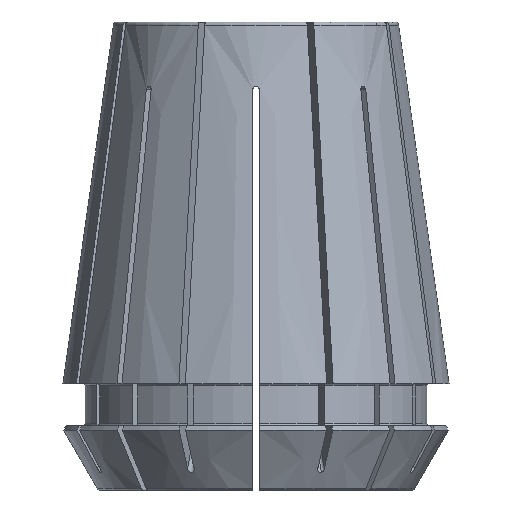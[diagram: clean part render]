
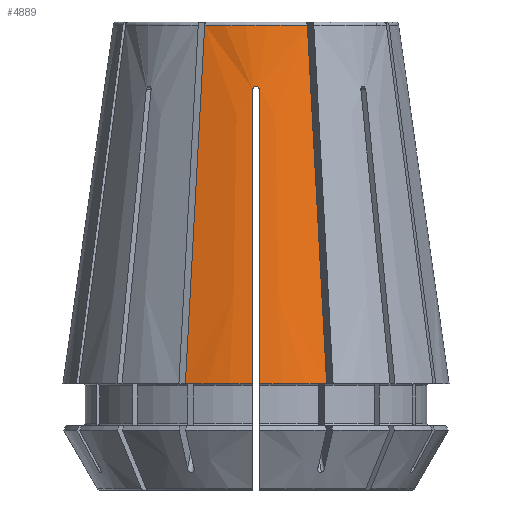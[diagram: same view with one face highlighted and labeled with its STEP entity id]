
A CAD part, front view. The second image highlights one B-rep face of the part: STEP entity #4889.
In plain terms, the highlighted conical face has half-angle 8 degrees and reference radius 16.5 mm.
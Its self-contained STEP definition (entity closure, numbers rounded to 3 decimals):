
#66=CONICAL_SURFACE('',#5357,16.5,0.14);
#194=B_SPLINE_CURVE_WITH_KNOTS('',3,(#7158,#7159,#7160,#7161),
 .UNSPECIFIED.,.F.,.U.,(4,4),(0.,0.031),
 .UNSPECIFIED.);
#197=B_SPLINE_CURVE_WITH_KNOTS('',3,(#7180,#7181,#7182,#7183,#7184,#7185,
#7186),.UNSPECIFIED.,.F.,.U.,(4,3,4),(0.021,0.023,
0.046),.UNSPECIFIED.);
#207=B_SPLINE_CURVE_WITH_KNOTS('',3,(#7267,#7268,#7269,#7270),
 .UNSPECIFIED.,.F.,.U.,(4,4),(0.,0.031),
 .UNSPECIFIED.);
#331=B_SPLINE_CURVE_WITH_KNOTS('',3,(#8637,#8638,#8639,#8640,#8641,#8642,
#8643),.UNSPECIFIED.,.F.,.U.,(4,3,4),(0.021,0.023,
0.046),.UNSPECIFIED.);
#332=B_SPLINE_CURVE_WITH_KNOTS('',3,(#8645,#8646,#8647,#8648,#8649),
 .UNSPECIFIED.,.F.,.U.,(4,1,4),(0.,0.,
0.001),.UNSPECIFIED.);
#619=CIRCLE('',#5301,16.5);
#644=CIRCLE('',#5353,16.5);
#645=CIRCLE('',#5355,12.194);
#829=VERTEX_POINT('',#7157);
#830=VERTEX_POINT('',#7162);
#835=VERTEX_POINT('',#7187);
#836=VERTEX_POINT('',#7188);
#858=VERTEX_POINT('',#7266);
#859=VERTEX_POINT('',#7271);
#1164=VERTEX_POINT('',#8631);
#1165=VERTEX_POINT('',#8644);
#1988=EDGE_CURVE('',#829,#830,#194,.T.);
#1994=EDGE_CURVE('',#835,#836,#197,.T.);
#2018=EDGE_CURVE('',#859,#858,#207,.T.);
#2439=EDGE_CURVE('',#836,#859,#619,.T.);
#2497=EDGE_CURVE('',#829,#1164,#644,.T.);
#2498=EDGE_CURVE('',#830,#858,#645,.T.);
#2500=EDGE_CURVE('',#1165,#1164,#331,.T.);
#2501=EDGE_CURVE('',#1165,#835,#332,.T.);
#3648=ORIENTED_EDGE('',*,*,#1988,.F.);
#3649=ORIENTED_EDGE('',*,*,#2497,.T.);
#3650=ORIENTED_EDGE('',*,*,#2500,.F.);
#3651=ORIENTED_EDGE('',*,*,#2501,.T.);
#3652=ORIENTED_EDGE('',*,*,#1994,.T.);
#3653=ORIENTED_EDGE('',*,*,#2439,.T.);
#3654=ORIENTED_EDGE('',*,*,#2018,.T.);
#3655=ORIENTED_EDGE('',*,*,#2498,.F.);
#4363=EDGE_LOOP('',(#3648,#3649,#3650,#3651,#3652,#3653,#3654,#3655));
#4626=FACE_BOUND('',#4363,.T.);
#4889=ADVANCED_FACE('',(#4626),#66,.T.);
#5301=AXIS2_PLACEMENT_3D('',#8469,#6281,#6282);
#5353=AXIS2_PLACEMENT_3D('',#8632,#6383,#6384);
#5355=AXIS2_PLACEMENT_3D('',#8634,#6386,#6387);
#5357=AXIS2_PLACEMENT_3D('',#8636,#6390,#6391);
#6281=DIRECTION('',(0.,0.,1.));
#6282=DIRECTION('',(16.5,0.,0.));
#6383=DIRECTION('',(0.,0.,1.));
#6384=DIRECTION('',(16.5,0.,0.));
#6386=DIRECTION('',(0.,0.,1.));
#6387=DIRECTION('',(12.194,0.,0.));
#6390=DIRECTION('',(0.,0.,-1.));
#6391=DIRECTION('',(-16.5,0.,0.));
#7157=CARTESIAN_POINT('',(-6.036,-15.356,9.1));
#7158=CARTESIAN_POINT('',(-6.036,-15.356,9.1));
#7159=CARTESIAN_POINT('',(-5.487,-14.03,19.314));
#7160=CARTESIAN_POINT('',(-4.937,-12.703,29.528));
#7161=CARTESIAN_POINT('',(-4.388,-11.377,39.742));
#7162=CARTESIAN_POINT('',(-4.388,-11.377,39.742));
#7180=CARTESIAN_POINT('',(0.3,-12.969,34.2));
#7181=CARTESIAN_POINT('',(0.3,-13.096,33.299));
#7182=CARTESIAN_POINT('',(0.3,-13.222,32.398));
#7183=CARTESIAN_POINT('',(0.3,-13.349,31.497));
#7184=CARTESIAN_POINT('',(0.3,-14.398,24.031));
#7185=CARTESIAN_POINT('',(0.3,-15.448,16.566));
#7186=CARTESIAN_POINT('',(0.3,-16.497,9.1));
#7187=CARTESIAN_POINT('',(0.3,-12.969,34.2));
#7188=CARTESIAN_POINT('',(0.3,-16.497,9.1));
#7266=CARTESIAN_POINT('',(4.388,-11.377,39.742));
#7267=CARTESIAN_POINT('',(6.036,-15.356,9.1));
#7268=CARTESIAN_POINT('',(5.487,-14.03,19.314));
#7269=CARTESIAN_POINT('',(4.937,-12.703,29.528));
#7270=CARTESIAN_POINT('',(4.388,-11.377,39.742));
#7271=CARTESIAN_POINT('',(6.036,-15.356,9.1));
#8469=CARTESIAN_POINT('',(0.,0.,9.1));
#8631=CARTESIAN_POINT('',(-0.3,-16.497,9.1));
#8632=CARTESIAN_POINT('',(0.,0.,9.1));
#8634=CARTESIAN_POINT('',(0.,0.,39.742));
#8636=CARTESIAN_POINT('',(0.,0.,9.1));
#8637=CARTESIAN_POINT('',(-0.3,-12.969,34.2));
#8638=CARTESIAN_POINT('',(-0.3,-13.096,33.299));
#8639=CARTESIAN_POINT('',(-0.3,-13.222,32.398));
#8640=CARTESIAN_POINT('',(-0.3,-13.349,31.497));
#8641=CARTESIAN_POINT('',(-0.3,-14.398,24.031));
#8642=CARTESIAN_POINT('',(-0.3,-15.448,16.566));
#8643=CARTESIAN_POINT('',(-0.3,-16.497,9.1));
#8644=CARTESIAN_POINT('',(-0.3,-12.969,34.2));
#8645=CARTESIAN_POINT('',(-0.3,-12.969,34.2));
#8646=CARTESIAN_POINT('',(-0.3,-12.947,34.358));
#8647=CARTESIAN_POINT('',(0.,-12.914,34.642));
#8648=CARTESIAN_POINT('',(0.3,-12.947,34.358));
#8649=CARTESIAN_POINT('',(0.3,-12.969,34.2));
